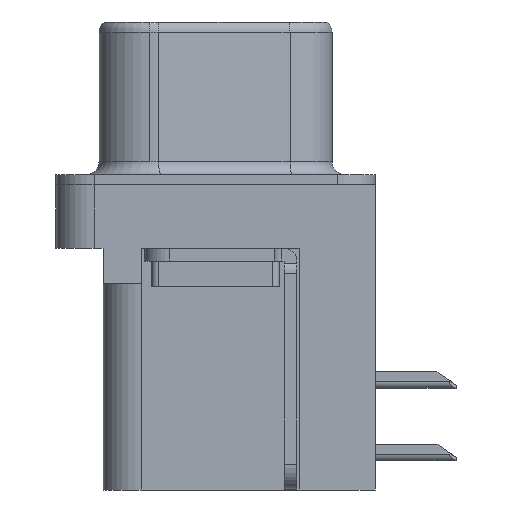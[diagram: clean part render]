
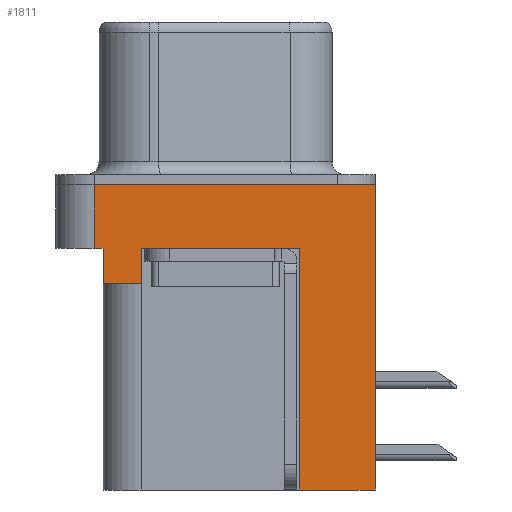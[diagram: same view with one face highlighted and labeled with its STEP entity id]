
A CAD part, left-side view. The second image highlights one B-rep face of the part: STEP entity #1811.
In plain terms, the highlighted planar face has unit normal (-1, 0, 0).
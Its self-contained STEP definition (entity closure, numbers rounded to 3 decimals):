
#279 = AXIS2_PLACEMENT_3D ( 'NONE', #5613, #853, #8240 ) ;
#372 = ORIENTED_EDGE ( 'NONE', *, *, #4262, .T. ) ;
#435 = CARTESIAN_POINT ( 'NONE',  ( -2.935, 4.425, -2.5 ) ) ;
#853 = DIRECTION ( 'NONE',  ( -1., 0., 0. ) ) ;
#908 = PLANE ( 'NONE',  #279 ) ;
#929 = VECTOR ( 'NONE', #4011, 1000. ) ;
#1075 = LINE ( 'NONE', #8321, #12928 ) ;
#1232 = EDGE_CURVE ( 'NONE', #10601, #3329, #7799, .T. ) ;
#1304 = ORIENTED_EDGE ( 'NONE', *, *, #16120, .F. ) ;
#1811 = ADVANCED_FACE ( 'NONE', ( #7761 ), #908, .T. ) ;
#1912 = EDGE_CURVE ( 'NONE', #6634, #12621, #18963, .T. ) ;
#1976 = VECTOR ( 'NONE', #12419, 1000. ) ;
#2198 = LINE ( 'NONE', #13992, #17268 ) ;
#2559 = DIRECTION ( 'NONE',  ( 0., -1., 0. ) ) ;
#2651 = ORIENTED_EDGE ( 'NONE', *, *, #10130, .T. ) ;
#2718 = CARTESIAN_POINT ( 'NONE',  ( -2.935, 4.775, 0. ) ) ;
#3329 = VERTEX_POINT ( 'NONE', #13961 ) ;
#3335 = CARTESIAN_POINT ( 'NONE',  ( -2.935, 2.895, -3.9 ) ) ;
#3698 = CARTESIAN_POINT ( 'NONE',  ( -2.935, -6.275, -12. ) ) ;
#4011 = DIRECTION ( 'NONE',  ( 0., 0., 1. ) ) ;
#4262 = EDGE_CURVE ( 'NONE', #10601, #8034, #8880, .T. ) ;
#4349 = ORIENTED_EDGE ( 'NONE', *, *, #14361, .F. ) ;
#5584 = VECTOR ( 'NONE', #16367, 1000. ) ;
#5613 = CARTESIAN_POINT ( 'NONE',  ( -2.935, -6.275, -2.5 ) ) ;
#5852 = CARTESIAN_POINT ( 'NONE',  ( -2.935, -6.275, 0. ) ) ;
#5904 = CARTESIAN_POINT ( 'NONE',  ( -2.935, -3.295, -2.5 ) ) ;
#5923 = VECTOR ( 'NONE', #17947, 1000. ) ;
#6153 = ORIENTED_EDGE ( 'NONE', *, *, #1912, .T. ) ;
#6243 = EDGE_CURVE ( 'NONE', #16083, #15171, #2198, .T. ) ;
#6254 = ORIENTED_EDGE ( 'NONE', *, *, #6243, .F. ) ;
#6279 = CARTESIAN_POINT ( 'NONE',  ( -2.935, 4.425, -3.9 ) ) ;
#6326 = VERTEX_POINT ( 'NONE', #2718 ) ;
#6589 = EDGE_CURVE ( 'NONE', #16083, #6634, #11315, .T. ) ;
#6634 = VERTEX_POINT ( 'NONE', #17914 ) ;
#6830 = LINE ( 'NONE', #18861, #7753 ) ;
#7753 = VECTOR ( 'NONE', #10606, 1000. ) ;
#7761 = FACE_OUTER_BOUND ( 'NONE', #8065, .T. ) ;
#7799 = LINE ( 'NONE', #18413, #12795 ) ;
#7866 = ORIENTED_EDGE ( 'NONE', *, *, #6589, .T. ) ;
#8034 = VERTEX_POINT ( 'NONE', #5852 ) ;
#8065 = EDGE_LOOP ( 'NONE', ( #10855, #4349, #2651, #8398, #6254, #7866, #6153, #1304, #18737, #372 ) ) ;
#8240 = DIRECTION ( 'NONE',  ( 0., 0., 1. ) ) ;
#8284 = VECTOR ( 'NONE', #14328, 1000. ) ;
#8321 = CARTESIAN_POINT ( 'NONE',  ( -2.935, -6.275, -2.5 ) ) ;
#8362 = LINE ( 'NONE', #16719, #1976 ) ;
#8398 = ORIENTED_EDGE ( 'NONE', *, *, #15845, .F. ) ;
#8880 = LINE ( 'NONE', #17443, #5923 ) ;
#9100 = CARTESIAN_POINT ( 'NONE',  ( -2.935, -6.275, -2.5 ) ) ;
#10130 = EDGE_CURVE ( 'NONE', #16099, #15590, #1075, .T. ) ;
#10409 = EDGE_CURVE ( 'NONE', #6326, #8034, #8362, .T. ) ;
#10576 = DIRECTION ( 'NONE',  ( 0., -1., 0. ) ) ;
#10601 = VERTEX_POINT ( 'NONE', #3698 ) ;
#10606 = DIRECTION ( 'NONE',  ( 0., 0., 1. ) ) ;
#10855 = ORIENTED_EDGE ( 'NONE', *, *, #10409, .F. ) ;
#11315 = LINE ( 'NONE', #16305, #5584 ) ;
#12419 = DIRECTION ( 'NONE',  ( 0., -1., 0. ) ) ;
#12621 = VERTEX_POINT ( 'NONE', #5904 ) ;
#12763 = CARTESIAN_POINT ( 'NONE',  ( -2.935, 4.425, -3.9 ) ) ;
#12778 = LINE ( 'NONE', #12763, #929 ) ;
#12795 = VECTOR ( 'NONE', #15382, 1000. ) ;
#12928 = VECTOR ( 'NONE', #2559, 1000. ) ;
#13961 = CARTESIAN_POINT ( 'NONE',  ( -2.935, -3.295, -12. ) ) ;
#13992 = CARTESIAN_POINT ( 'NONE',  ( -2.935, 4.425, -3.9 ) ) ;
#14328 = DIRECTION ( 'NONE',  ( 0., 0., 1. ) ) ;
#14361 = EDGE_CURVE ( 'NONE', #16099, #6326, #16548, .T. ) ;
#14391 = CARTESIAN_POINT ( 'NONE',  ( -2.935, 4.775, -2.5 ) ) ;
#15171 = VERTEX_POINT ( 'NONE', #6279 ) ;
#15382 = DIRECTION ( 'NONE',  ( 0., 1., 0. ) ) ;
#15503 = DIRECTION ( 'NONE',  ( 0., 1., 0. ) ) ;
#15590 = VERTEX_POINT ( 'NONE', #435 ) ;
#15845 = EDGE_CURVE ( 'NONE', #15171, #15590, #12778, .T. ) ;
#16083 = VERTEX_POINT ( 'NONE', #3335 ) ;
#16099 = VERTEX_POINT ( 'NONE', #16158 ) ;
#16120 = EDGE_CURVE ( 'NONE', #3329, #12621, #6830, .T. ) ;
#16158 = CARTESIAN_POINT ( 'NONE',  ( -2.935, 4.775, -2.5 ) ) ;
#16305 = CARTESIAN_POINT ( 'NONE',  ( -2.935, 2.895, -3.9 ) ) ;
#16367 = DIRECTION ( 'NONE',  ( 0., 0., 1. ) ) ;
#16548 = LINE ( 'NONE', #14391, #8284 ) ;
#16713 = VECTOR ( 'NONE', #10576, 1000. ) ;
#16719 = CARTESIAN_POINT ( 'NONE',  ( -2.935, -6.275, 0. ) ) ;
#17268 = VECTOR ( 'NONE', #15503, 1000. ) ;
#17443 = CARTESIAN_POINT ( 'NONE',  ( -2.935, -6.275, -2.5 ) ) ;
#17914 = CARTESIAN_POINT ( 'NONE',  ( -2.935, 2.895, -2.5 ) ) ;
#17947 = DIRECTION ( 'NONE',  ( 0., 0., 1. ) ) ;
#18413 = CARTESIAN_POINT ( 'NONE',  ( -2.935, -3.295, -12. ) ) ;
#18737 = ORIENTED_EDGE ( 'NONE', *, *, #1232, .F. ) ;
#18861 = CARTESIAN_POINT ( 'NONE',  ( -2.935, -3.295, -12. ) ) ;
#18963 = LINE ( 'NONE', #9100, #16713 ) ;
